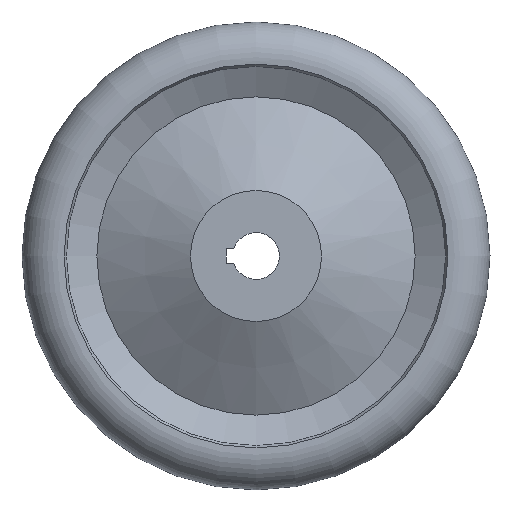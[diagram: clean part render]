
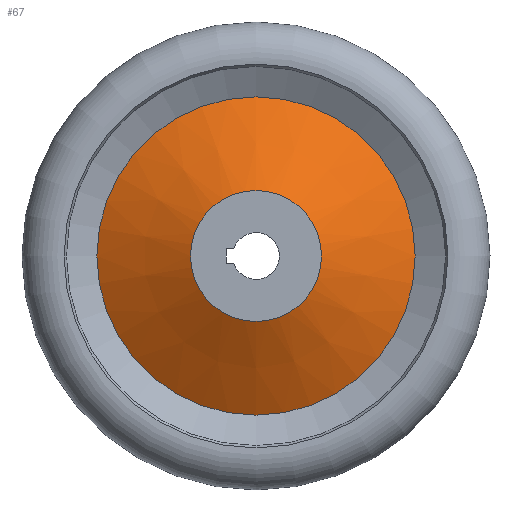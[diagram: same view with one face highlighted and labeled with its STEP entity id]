
A CAD part, left-side view. The second image highlights one B-rep face of the part: STEP entity #67.
In plain terms, the highlighted conical face has half-angle 61.189 degrees and reference radius 34 mm.
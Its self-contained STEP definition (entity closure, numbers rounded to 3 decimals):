
#67 = ADVANCED_FACE( '', ( #139, #140 ), #141, .T. );
#139 = FACE_BOUND( '', #203, .T. );
#140 = FACE_OUTER_BOUND( '', #204, .T. );
#141 = CONICAL_SURFACE( '', #205, 34., 1.068 );
#203 = EDGE_LOOP( '', ( #307 ) );
#204 = EDGE_LOOP( '', ( #308 ) );
#205 = AXIS2_PLACEMENT_3D( '', #309, #310, #311 );
#307 = ORIENTED_EDGE( '', *, *, #347, .F. );
#308 = ORIENTED_EDGE( '', *, *, #345, .T. );
#309 = CARTESIAN_POINT( '', ( 20., 0., 0. ) );
#310 = DIRECTION( '', ( 1., 0., 0. ) );
#311 = DIRECTION( '', ( 0., 0., -1. ) );
#345 = EDGE_CURVE( '', #398, #398, #399, .T. );
#347 = EDGE_CURVE( '', #401, #401, #402, .T. );
#398 = VERTEX_POINT( '', #463 );
#399 = CIRCLE( '', #464, 34. );
#401 = VERTEX_POINT( '', #466 );
#402 = CIRCLE( '', #467, 14. );
#463 = CARTESIAN_POINT( '', ( 20., 0., 34. ) );
#464 = AXIS2_PLACEMENT_3D( '', #510, #511, #512 );
#466 = CARTESIAN_POINT( '', ( 9., 0., 14. ) );
#467 = AXIS2_PLACEMENT_3D( '', #513, #514, #515 );
#510 = CARTESIAN_POINT( '', ( 20., 0., 0. ) );
#511 = DIRECTION( '', ( -1., 0., 0. ) );
#512 = DIRECTION( '', ( 0., 0., 1. ) );
#513 = CARTESIAN_POINT( '', ( 9., 0., 0. ) );
#514 = DIRECTION( '', ( -1., 0., 0. ) );
#515 = DIRECTION( '', ( 0., 0., 1. ) );
